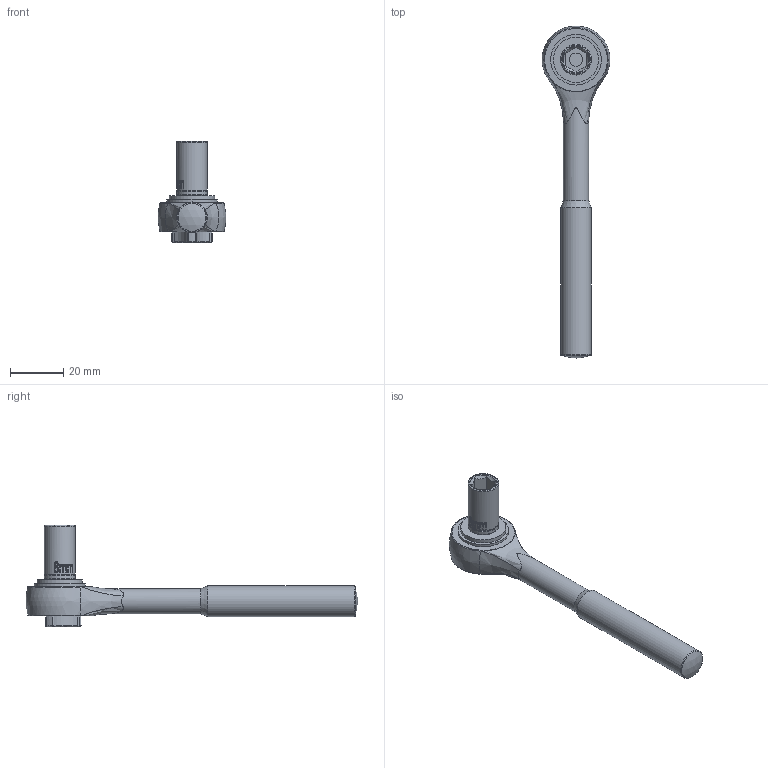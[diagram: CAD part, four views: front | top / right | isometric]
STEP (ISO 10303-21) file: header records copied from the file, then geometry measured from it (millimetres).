
FILE_DESCRIPTION(/* description */ (''),/* implementation_level */ '2;1');
FILE_NAME(/* name */ 'SHORT_SOCKET_WRENCH_with_M5_SOCKET.stp',/* time_stamp */ '2014-12-08T11:22:40+09:00',/* author */ (''),/* organization */ (''),/* preprocessor_version */ 'ST-DEVELOPER v11',/* originating_system */ 'UGS - NX 5.0',/* authorisation */ '');
FILE_SCHEMA (('AUTOMOTIVE_DESIGN { 1 0 10303 214 1 1 1 1 }'));
Length unit declared in the file: millimetre
Products named in the file (1): SHORT_SOCKET_WRENCH_with_M5_SOCKET
Bounding box: 25.48 x 124.67 x 38 mm (x, y, z)
Volume: 17055.5 mm3; surface area: 11871.9 mm2
Topology: 4 solids, 4 shells, 148 faces, 343 edges, 221 vertices
Faces by surface type: plane 58, cylinder 31, extrusion 17, bspline 17, torus 14, sphere 10, cone 1
Full cylindrical faces by diameter (mm): 5 x1, 9.5 x1, 10.5 x2, 11 x1, 11.5 x3, 16 x1, 16.5 x1, 17 x1, 19 x1, 19.5 x1, 20 x1
Entity records: 5326 total; most frequent: CARTESIAN_POINT 2171, DIRECTION 622, ORIENTED_EDGE 608, EDGE_CURVE 304, AXIS2_PLACEMENT_3D 258, VERTEX_POINT 208, EDGE_LOOP 195, ADVANCED_FACE 148
